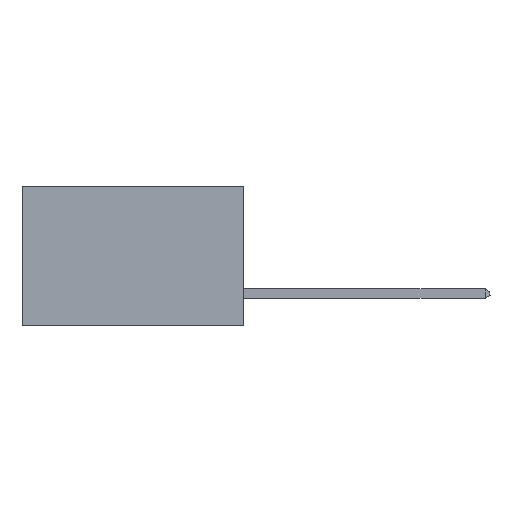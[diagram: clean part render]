
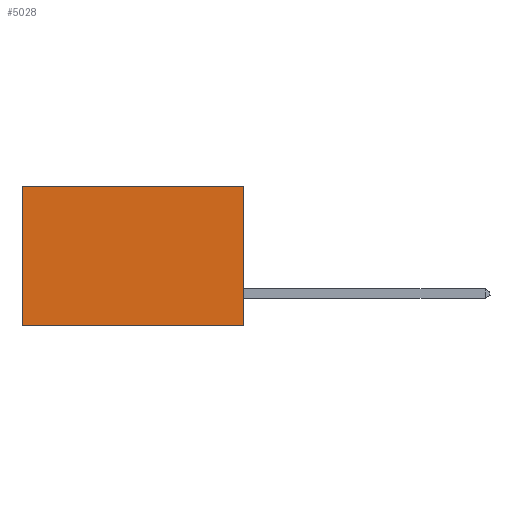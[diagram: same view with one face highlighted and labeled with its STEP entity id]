
A CAD part, left-side view. The second image highlights one B-rep face of the part: STEP entity #5028.
In plain terms, the highlighted planar face has unit normal (-1, 0, 0).
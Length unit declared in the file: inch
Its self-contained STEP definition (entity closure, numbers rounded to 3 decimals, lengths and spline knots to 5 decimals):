
#400 = CARTESIAN_POINT ( 'NONE',  ( 0.277, 0., -0.37 ) ) ;
#1769 = CARTESIAN_POINT ( 'NONE',  ( 0.277, 0., 0. ) ) ;
#3492 = AXIS2_PLACEMENT_3D ( 'NONE', #11857, #23500, #23449 ) ;
#4318 = LINE ( 'NONE', #18556, #19820 ) ;
#4846 = ORIENTED_EDGE ( 'NONE', *, *, #17374, .F. ) ;
#5028 = ADVANCED_FACE ( 'NONE', ( #21077 ), #24873, .F. ) ;
#5287 = DIRECTION ( 'NONE',  ( 0., 1., 0. ) ) ;
#5592 = EDGE_CURVE ( 'NONE', #23710, #22940, #7153, .T. ) ;
#5828 = CARTESIAN_POINT ( 'NONE',  ( 0.277, 0.59, -0.37 ) ) ;
#6132 = EDGE_CURVE ( 'NONE', #22940, #21051, #4318, .T. ) ;
#6782 = ORIENTED_EDGE ( 'NONE', *, *, #8287, .F. ) ;
#7153 = LINE ( 'NONE', #18681, #17274 ) ;
#8287 = EDGE_CURVE ( 'NONE', #11671, #21051, #14974, .T. ) ;
#8901 = VECTOR ( 'NONE', #5287, 39.37008 ) ;
#9005 = CARTESIAN_POINT ( 'NONE',  ( 0.277, 0.59, 0. ) ) ;
#11671 = VERTEX_POINT ( 'NONE', #21026 ) ;
#11857 = CARTESIAN_POINT ( 'NONE',  ( 0.277, 0., -0.37 ) ) ;
#13521 = EDGE_LOOP ( 'NONE', ( #18506, #6782, #4846, #25310 ) ) ;
#14974 = LINE ( 'NONE', #19423, #8901 ) ;
#15441 = VECTOR ( 'NONE', #22392, 39.37008 ) ;
#16063 = LINE ( 'NONE', #400, #15441 ) ;
#17274 = VECTOR ( 'NONE', #18340, 39.37008 ) ;
#17374 = EDGE_CURVE ( 'NONE', #23710, #11671, #16063, .T. ) ;
#18127 = DIRECTION ( 'NONE',  ( 0., 0., -1. ) ) ;
#18340 = DIRECTION ( 'NONE',  ( 0., 1., 0. ) ) ;
#18506 = ORIENTED_EDGE ( 'NONE', *, *, #6132, .T. ) ;
#18556 = CARTESIAN_POINT ( 'NONE',  ( 0.277, 0.59, -0.37 ) ) ;
#18681 = CARTESIAN_POINT ( 'NONE',  ( 0.277, 0., 0. ) ) ;
#19423 = CARTESIAN_POINT ( 'NONE',  ( 0.277, 0., -0.37 ) ) ;
#19820 = VECTOR ( 'NONE', #18127, 39.37008 ) ;
#21026 = CARTESIAN_POINT ( 'NONE',  ( 0.277, 0., -0.37 ) ) ;
#21051 = VERTEX_POINT ( 'NONE', #5828 ) ;
#21077 = FACE_OUTER_BOUND ( 'NONE', #13521, .T. ) ;
#22392 = DIRECTION ( 'NONE',  ( 0., 0., -1. ) ) ;
#22940 = VERTEX_POINT ( 'NONE', #9005 ) ;
#23449 = DIRECTION ( 'NONE',  ( 0., 0., -1. ) ) ;
#23500 = DIRECTION ( 'NONE',  ( 1., 0., 0. ) ) ;
#23710 = VERTEX_POINT ( 'NONE', #1769 ) ;
#24873 = PLANE ( 'NONE',  #3492 ) ;
#25310 = ORIENTED_EDGE ( 'NONE', *, *, #5592, .T. ) ;
